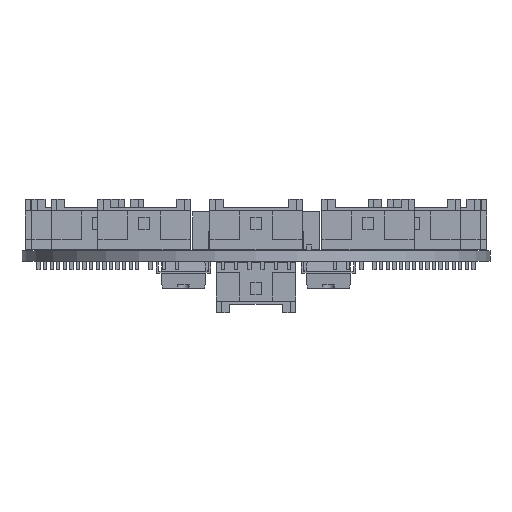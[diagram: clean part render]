
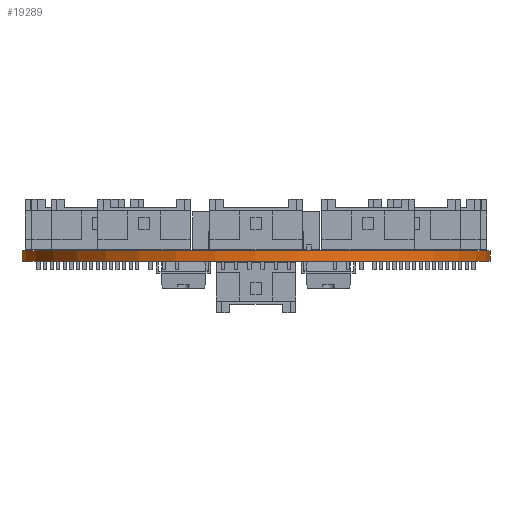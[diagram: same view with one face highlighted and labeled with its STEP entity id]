
A CAD part, front view. The second image highlights one B-rep face of the part: STEP entity #19289.
In plain terms, the highlighted cylindrical face has radius 35.5 mm (diameter 71 mm), a full revolution.
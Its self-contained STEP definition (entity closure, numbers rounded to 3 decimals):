
#1704=FACE_OUTER_BOUND('',#2731,.T.);
#2731=EDGE_LOOP('',(#13809,#13810,#13811,#13812));
#4180=LINE('',#28098,#6249);
#6249=VECTOR('',#23142,35.5);
#8508=CIRCLE('',#20836,35.5);
#8509=CIRCLE('',#20837,35.5);
#9012=VERTEX_POINT('',#28095);
#9013=VERTEX_POINT('',#28097);
#10954=EDGE_CURVE('',#9012,#9012,#8508,.T.);
#10955=EDGE_CURVE('',#9012,#9013,#4180,.T.);
#10956=EDGE_CURVE('',#9013,#9013,#8509,.T.);
#13809=ORIENTED_EDGE('',*,*,#10954,.F.);
#13810=ORIENTED_EDGE('',*,*,#10955,.T.);
#13811=ORIENTED_EDGE('',*,*,#10956,.T.);
#13812=ORIENTED_EDGE('',*,*,#10955,.F.);
#18569=CYLINDRICAL_SURFACE('',#20835,35.5);
#19289=ADVANCED_FACE('',(#1704),#18569,.T.);
#20835=AXIS2_PLACEMENT_3D('',#28094,#23138,#23139);
#20836=AXIS2_PLACEMENT_3D('',#28096,#23140,#23141);
#20837=AXIS2_PLACEMENT_3D('',#28099,#23143,#23144);
#23138=DIRECTION('center_axis',(0.,0.,1.));
#23139=DIRECTION('ref_axis',(1.,0.,0.));
#23140=DIRECTION('center_axis',(0.,0.,1.));
#23141=DIRECTION('ref_axis',(1.,0.,0.));
#23142=DIRECTION('',(0.,0.,-1.));
#23143=DIRECTION('center_axis',(0.,0.,1.));
#23144=DIRECTION('ref_axis',(1.,0.,0.));
#28094=CARTESIAN_POINT('Origin',(0.,0.,0.));
#28095=CARTESIAN_POINT('',(-35.5,0.,1.57));
#28096=CARTESIAN_POINT('Origin',(0.,0.,1.57));
#28097=CARTESIAN_POINT('',(-35.5,0.,0.));
#28098=CARTESIAN_POINT('',(-35.5,0.,0.));
#28099=CARTESIAN_POINT('Origin',(0.,0.,0.));
